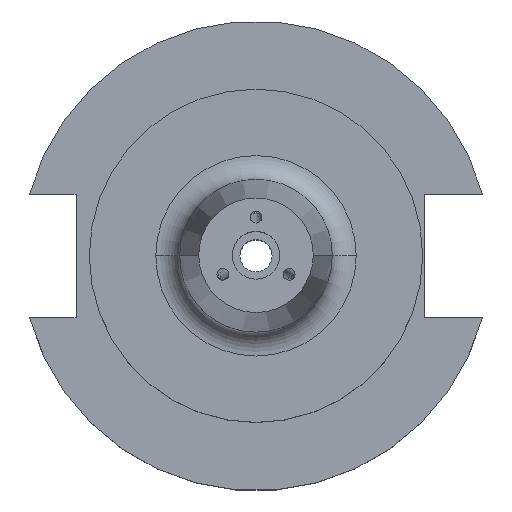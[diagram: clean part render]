
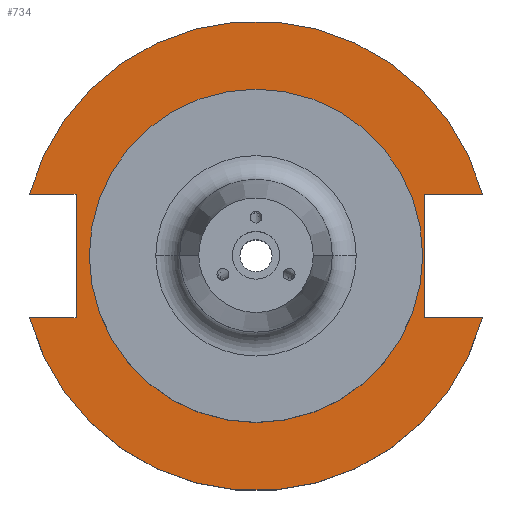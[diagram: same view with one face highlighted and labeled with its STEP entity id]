
A CAD part, top view. The second image highlights one B-rep face of the part: STEP entity #734.
In plain terms, the highlighted planar face has unit normal (0, 0, 1).
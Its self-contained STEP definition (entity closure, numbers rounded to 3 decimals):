
#33 = DIRECTION ( 'NONE',  ( 0., 0., 1. ) ) ;
#100 = VERTEX_POINT ( 'NONE', #563 ) ;
#150 = VERTEX_POINT ( 'NONE', #593 ) ;
#183 = EDGE_CURVE ( 'NONE', #399, #275, #1533, .T. ) ;
#221 = DIRECTION ( 'NONE',  ( -1., 0., 0. ) ) ;
#246 = VERTEX_POINT ( 'NONE', #2302 ) ;
#275 = VERTEX_POINT ( 'NONE', #1298 ) ;
#303 = CARTESIAN_POINT ( 'NONE',  ( 0., 49.212, 19.05 ) ) ;
#348 = EDGE_CURVE ( 'NONE', #2575, #1134, #1669, .T. ) ;
#395 = ORIENTED_EDGE ( 'NONE', *, *, #513, .F. ) ;
#399 = VERTEX_POINT ( 'NONE', #1742 ) ;
#467 = VERTEX_POINT ( 'NONE', #2350 ) ;
#469 = PLANE ( 'NONE',  #2144 ) ;
#499 = DIRECTION ( 'NONE',  ( 1., 0., 0. ) ) ;
#500 = DIRECTION ( 'NONE',  ( 1., 0., 0. ) ) ;
#503 = CIRCLE ( 'NONE', #1196, 49.212 ) ;
#513 = EDGE_CURVE ( 'NONE', #150, #246, #1077, .T. ) ;
#517 = DIRECTION ( 'NONE',  ( 0., 0., 1. ) ) ;
#563 = CARTESIAN_POINT ( 'NONE',  ( -47.477, 12.954, 19.05 ) ) ;
#593 = CARTESIAN_POINT ( 'NONE',  ( -37.719, -12.954, 19.05 ) ) ;
#668 = CARTESIAN_POINT ( 'NONE',  ( 0., 0., 19.05 ) ) ;
#702 = EDGE_CURVE ( 'NONE', #2575, #100, #503, .T. ) ;
#727 = EDGE_CURVE ( 'NONE', #275, #399, #1656, .T. ) ;
#734 = ADVANCED_FACE ( 'NONE', ( #1059, #2191 ), #469, .T. ) ;
#800 = ORIENTED_EDGE ( 'NONE', *, *, #1730, .F. ) ;
#812 = EDGE_CURVE ( 'NONE', #467, #2588, #2497, .T. ) ;
#820 = EDGE_LOOP ( 'NONE', ( #1071, #1236, #1379, #2624, #1052, #1586, #395, #800 ) ) ;
#842 = VECTOR ( 'NONE', #1431, 1000. ) ;
#847 = CARTESIAN_POINT ( 'NONE',  ( -63.719, 12.954, 19.05 ) ) ;
#848 = DIRECTION ( 'NONE',  ( 0., 1., 0. ) ) ;
#949 = EDGE_LOOP ( 'NONE', ( #2590, #1201 ) ) ;
#964 = CARTESIAN_POINT ( 'NONE',  ( 47.477, 12.954, 19.05 ) ) ;
#967 = LINE ( 'NONE', #2509, #2599 ) ;
#972 = DIRECTION ( 'NONE',  ( 1., 0., 0. ) ) ;
#1052 = ORIENTED_EDGE ( 'NONE', *, *, #702, .T. ) ;
#1059 = FACE_BOUND ( 'NONE', #949, .T. ) ;
#1071 = ORIENTED_EDGE ( 'NONE', *, *, #1937, .T. ) ;
#1073 = CARTESIAN_POINT ( 'NONE',  ( -37.719, 12.954, 19.05 ) ) ;
#1077 = LINE ( 'NONE', #1073, #1428 ) ;
#1090 = CARTESIAN_POINT ( 'NONE',  ( 0., 0., 19.05 ) ) ;
#1134 = VERTEX_POINT ( 'NONE', #2072 ) ;
#1145 = VECTOR ( 'NONE', #221, 1000. ) ;
#1196 = AXIS2_PLACEMENT_3D ( 'NONE', #1904, #1709, #1694 ) ;
#1201 = ORIENTED_EDGE ( 'NONE', *, *, #727, .F. ) ;
#1224 = CARTESIAN_POINT ( 'NONE',  ( 35.306, 12.954, 19.05 ) ) ;
#1236 = ORIENTED_EDGE ( 'NONE', *, *, #812, .F. ) ;
#1245 = CARTESIAN_POINT ( 'NONE',  ( 0., 0., 19.05 ) ) ;
#1298 = CARTESIAN_POINT ( 'NONE',  ( -34.925, 0., 19.05 ) ) ;
#1379 = ORIENTED_EDGE ( 'NONE', *, *, #1886, .F. ) ;
#1428 = VECTOR ( 'NONE', #848, 1000. ) ;
#1431 = DIRECTION ( 'NONE',  ( 0., -1., 0. ) ) ;
#1434 = VERTEX_POINT ( 'NONE', #1484 ) ;
#1444 = AXIS2_PLACEMENT_3D ( 'NONE', #1245, #33, #1454 ) ;
#1454 = DIRECTION ( 'NONE',  ( 1., 0., 0. ) ) ;
#1474 = AXIS2_PLACEMENT_3D ( 'NONE', #668, #517, #499 ) ;
#1484 = CARTESIAN_POINT ( 'NONE',  ( -47.477, -12.954, 19.05 ) ) ;
#1517 = LINE ( 'NONE', #847, #2610 ) ;
#1533 = CIRCLE ( 'NONE', #1444, 34.925 ) ;
#1586 = ORIENTED_EDGE ( 'NONE', *, *, #1771, .F. ) ;
#1639 = CARTESIAN_POINT ( 'NONE',  ( 35.306, 12.954, 19.05 ) ) ;
#1656 = CIRCLE ( 'NONE', #1474, 34.925 ) ;
#1669 = LINE ( 'NONE', #1639, #1145 ) ;
#1694 = DIRECTION ( 'NONE',  ( 1., 0., 0. ) ) ;
#1709 = DIRECTION ( 'NONE',  ( 0., 0., 1. ) ) ;
#1730 = EDGE_CURVE ( 'NONE', #1434, #150, #967, .T. ) ;
#1742 = CARTESIAN_POINT ( 'NONE',  ( 34.925, 0., 19.05 ) ) ;
#1771 = EDGE_CURVE ( 'NONE', #246, #100, #1517, .T. ) ;
#1837 = DIRECTION ( 'NONE',  ( 0., 0., 1. ) ) ;
#1886 = EDGE_CURVE ( 'NONE', #1134, #467, #1907, .T. ) ;
#1904 = CARTESIAN_POINT ( 'NONE',  ( 0., 0., 19.05 ) ) ;
#1907 = LINE ( 'NONE', #1224, #842 ) ;
#1928 = VECTOR ( 'NONE', #972, 1000. ) ;
#1937 = EDGE_CURVE ( 'NONE', #1434, #2588, #2260, .T. ) ;
#2072 = CARTESIAN_POINT ( 'NONE',  ( 35.306, 12.954, 19.05 ) ) ;
#2144 = AXIS2_PLACEMENT_3D ( 'NONE', #303, #2304, #2519 ) ;
#2191 = FACE_OUTER_BOUND ( 'NONE', #820, .T. ) ;
#2195 = CARTESIAN_POINT ( 'NONE',  ( 35.306, -12.954, 19.05 ) ) ;
#2241 = DIRECTION ( 'NONE',  ( -1., 0., 0. ) ) ;
#2260 = CIRCLE ( 'NONE', #2488, 49.212 ) ;
#2302 = CARTESIAN_POINT ( 'NONE',  ( -37.719, 12.954, 19.05 ) ) ;
#2304 = DIRECTION ( 'NONE',  ( 0., 0., 1. ) ) ;
#2350 = CARTESIAN_POINT ( 'NONE',  ( 35.306, -12.954, 19.05 ) ) ;
#2380 = CARTESIAN_POINT ( 'NONE',  ( 47.477, -12.954, 19.05 ) ) ;
#2470 = DIRECTION ( 'NONE',  ( 1., 0., 0. ) ) ;
#2488 = AXIS2_PLACEMENT_3D ( 'NONE', #1090, #1837, #500 ) ;
#2497 = LINE ( 'NONE', #2195, #1928 ) ;
#2509 = CARTESIAN_POINT ( 'NONE',  ( -63.719, -12.954, 19.05 ) ) ;
#2519 = DIRECTION ( 'NONE',  ( 1., 0., 0. ) ) ;
#2575 = VERTEX_POINT ( 'NONE', #964 ) ;
#2588 = VERTEX_POINT ( 'NONE', #2380 ) ;
#2590 = ORIENTED_EDGE ( 'NONE', *, *, #183, .F. ) ;
#2599 = VECTOR ( 'NONE', #2470, 1000. ) ;
#2610 = VECTOR ( 'NONE', #2241, 1000. ) ;
#2624 = ORIENTED_EDGE ( 'NONE', *, *, #348, .F. ) ;
